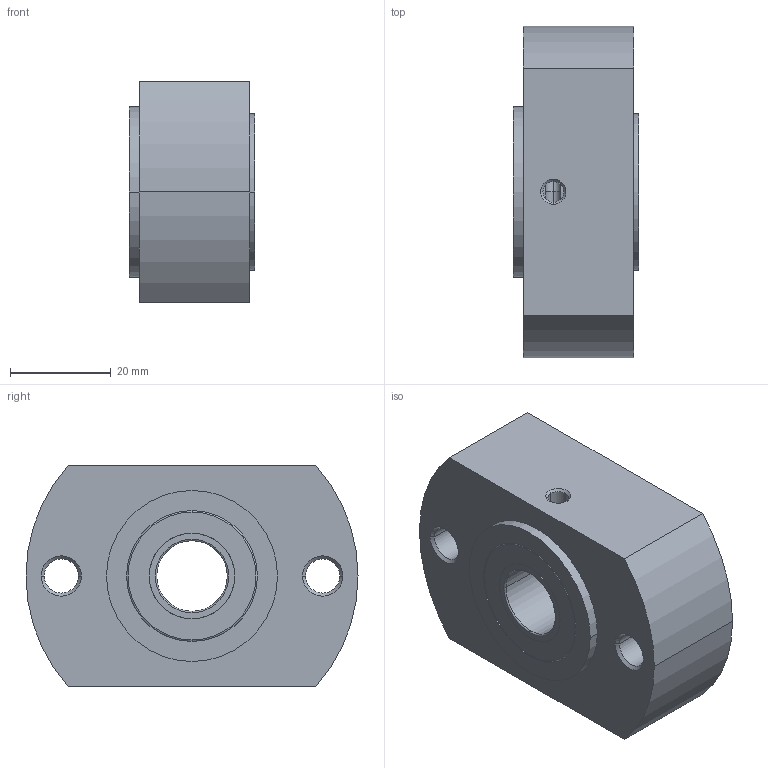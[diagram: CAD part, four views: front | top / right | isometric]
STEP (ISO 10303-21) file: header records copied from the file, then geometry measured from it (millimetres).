
FILE_DESCRIPTION( ( '' ), '1' );
FILE_NAME( 'BGCTB14.stp', '2020-11-08T11:47:49', ( '' ), ( '' ), ' ', ' ', ' ' );
FILE_SCHEMA( ( 'CONFIG_CONTROL_DESIGN' ) );
Length unit declared in the file: millimetre
Products named in the file (2): 1; 2
Bounding box: 25 x 66 x 44 mm (x, y, z)
Volume: 53264.3 mm3; surface area: 16803.9 mm2
Topology: 2 solids, 2 shells, 89 faces, 216 edges, 140 vertices
Faces by surface type: cylinder 34, torus 24, cone 16, plane 15
Entity records: 2926 total; most frequent: CARTESIAN_POINT 579, DIRECTION 550, ORIENTED_EDGE 432, AXIS2_PLACEMENT_3D 247, EDGE_CURVE 216, CIRCLE 156, VERTEX_POINT 140, EDGE_LOOP 110
